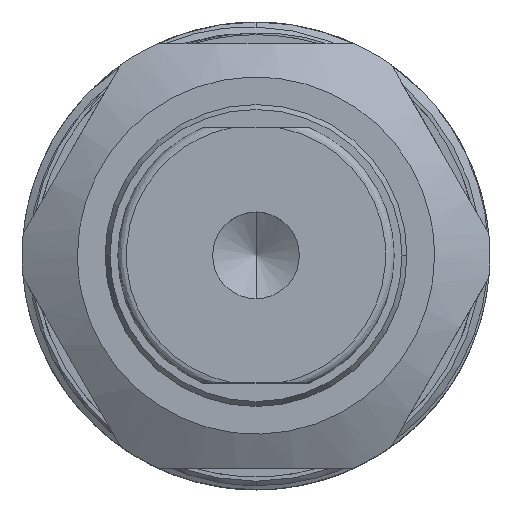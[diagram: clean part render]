
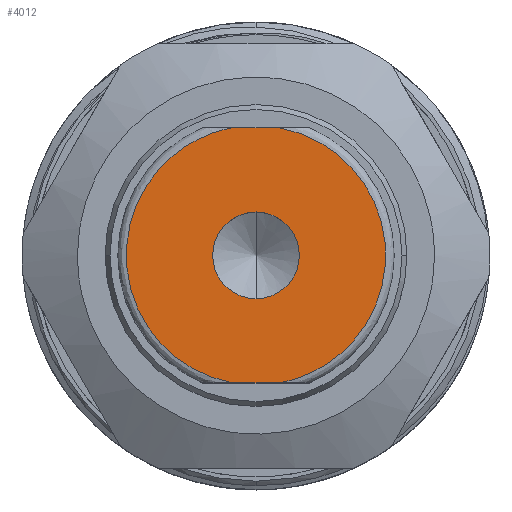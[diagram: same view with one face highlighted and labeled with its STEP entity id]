
A CAD part, top view. The second image highlights one B-rep face of the part: STEP entity #4012.
In plain terms, the highlighted face is planar.
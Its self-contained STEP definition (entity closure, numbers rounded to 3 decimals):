
#78 = CARTESIAN_POINT ( 'NONE',  ( 0., 94.5, 0. ) ) ;
#230 = VERTEX_POINT ( 'NONE', #1682 ) ;
#262 = DIRECTION ( 'NONE',  ( 0., 0., 1. ) ) ;
#351 = CARTESIAN_POINT ( 'NONE',  ( -2.75, 94.5, -15. ) ) ;
#357 = FACE_BOUND ( 'NONE', #1744, .T. ) ;
#358 = CARTESIAN_POINT ( 'NONE',  ( -24.437, 94.5, -11.024 ) ) ;
#449 = CARTESIAN_POINT ( 'NONE',  ( -24.437, 94.5, 11.024 ) ) ;
#470 = CARTESIAN_POINT ( 'NONE',  ( -2.75, 94.5, 15. ) ) ;
#502 =( BOUNDED_CURVE ( )  B_SPLINE_CURVE ( 3, ( #4739, #4744, #4708, #4692 ),
 .UNSPECIFIED., .F., .F. ) 
 B_SPLINE_CURVE_WITH_KNOTS ( ( 4, 4 ),
 ( 0., 1. ),
 .UNSPECIFIED. ) 
 CURVE ( )  GEOMETRIC_REPRESENTATION_ITEM ( )  RATIONAL_B_SPLINE_CURVE ( ( 1., 0.454, 0.454, 1. ) ) 
 REPRESENTATION_ITEM ( '' )  );
#804 = ORIENTED_EDGE ( 'NONE', *, *, #2585, .F. ) ;
#1090 = CARTESIAN_POINT ( 'NONE',  ( -2.75, 94.5, 15. ) ) ;
#1116 = CARTESIAN_POINT ( 'NONE',  ( 0., 94.5, -5.1 ) ) ;
#1401 = DIRECTION ( 'NONE',  ( 0., -1., 0. ) ) ;
#1431 = CIRCLE ( 'NONE', #4328, 5.1 ) ;
#1598 = VERTEX_POINT ( 'NONE', #1708 ) ;
#1682 = CARTESIAN_POINT ( 'NONE',  ( -2.75, 94.5, -15. ) ) ;
#1708 = CARTESIAN_POINT ( 'NONE',  ( 2.75, 94.5, 15. ) ) ;
#1744 = EDGE_LOOP ( 'NONE', ( #1964, #3205 ) ) ;
#1753 = EDGE_CURVE ( 'NONE', #1598, #5125, #2629, .T. ) ;
#1964 = ORIENTED_EDGE ( 'NONE', *, *, #3851, .T. ) ;
#2027 = DIRECTION ( 'NONE',  ( 0., 1., 0. ) ) ;
#2029 = PLANE ( 'NONE',  #4088 ) ;
#2046 = CARTESIAN_POINT ( 'NONE',  ( -23.979, 94.5, 15. ) ) ;
#2062 = CARTESIAN_POINT ( 'NONE',  ( 0., 94.5, 0. ) ) ;
#2066 = DIRECTION ( 'NONE',  ( -1., 0., 0. ) ) ;
#2116 = CARTESIAN_POINT ( 'NONE',  ( 2.75, 94.5, -15. ) ) ;
#2227 = EDGE_CURVE ( 'NONE', #5136, #2978, #3109, .T. ) ;
#2585 = EDGE_CURVE ( 'NONE', #230, #4454, #3793, .T. ) ;
#2629 = LINE ( 'NONE', #2046, #2643 ) ;
#2643 = VECTOR ( 'NONE', #2066, 1000. ) ;
#2648 = DIRECTION ( 'NONE',  ( 0., 0., 1. ) ) ;
#2676 = EDGE_CURVE ( 'NONE', #4454, #1598, #502, .T. ) ;
#2978 = VERTEX_POINT ( 'NONE', #3353 ) ;
#3018 = CARTESIAN_POINT ( 'NONE',  ( 0., 94.5, 0. ) ) ;
#3067 = ORIENTED_EDGE ( 'NONE', *, *, #2676, .F. ) ;
#3109 = CIRCLE ( 'NONE', #3735, 5.1 ) ;
#3205 = ORIENTED_EDGE ( 'NONE', *, *, #2227, .T. ) ;
#3353 = CARTESIAN_POINT ( 'NONE',  ( 0., 94.5, 5.1 ) ) ;
#3447 = DIRECTION ( 'NONE',  ( 0., -1., 0. ) ) ;
#3639 = ORIENTED_EDGE ( 'NONE', *, *, #4736, .F. ) ;
#3735 = AXIS2_PLACEMENT_3D ( 'NONE', #3018, #3447, #3810 ) ;
#3793 = LINE ( 'NONE', #5167, #3918 ) ;
#3810 = DIRECTION ( 'NONE',  ( 0., 0., 1. ) ) ;
#3851 = EDGE_CURVE ( 'NONE', #2978, #5136, #1431, .T. ) ;
#3918 = VECTOR ( 'NONE', #5025, 1000. ) ;
#3921 = FACE_OUTER_BOUND ( 'NONE', #4931, .T. ) ;
#4001 = ORIENTED_EDGE ( 'NONE', *, *, #1753, .F. ) ;
#4012 = ADVANCED_FACE ( 'NONE', ( #3921, #357 ), #2029, .T. ) ;
#4088 = AXIS2_PLACEMENT_3D ( 'NONE', #2062, #2027, #262 ) ;
#4328 = AXIS2_PLACEMENT_3D ( 'NONE', #78, #1401, #2648 ) ;
#4454 = VERTEX_POINT ( 'NONE', #2116 ) ;
#4692 = CARTESIAN_POINT ( 'NONE',  ( 2.75, 94.5, 15. ) ) ;
#4708 = CARTESIAN_POINT ( 'NONE',  ( 24.437, 94.5, 11.024 ) ) ;
#4736 = EDGE_CURVE ( 'NONE', #5125, #230, #5110, .T. ) ;
#4739 = CARTESIAN_POINT ( 'NONE',  ( 2.75, 94.5, -15. ) ) ;
#4744 = CARTESIAN_POINT ( 'NONE',  ( 24.437, 94.5, -11.024 ) ) ;
#4931 = EDGE_LOOP ( 'NONE', ( #804, #3639, #4001, #3067 ) ) ;
#5025 = DIRECTION ( 'NONE',  ( 1., 0., 0. ) ) ;
#5110 =( BOUNDED_CURVE ( )  B_SPLINE_CURVE ( 3, ( #470, #449, #358, #351 ),
 .UNSPECIFIED., .F., .F. ) 
 B_SPLINE_CURVE_WITH_KNOTS ( ( 4, 4 ),
 ( 0., 1. ),
 .UNSPECIFIED. ) 
 CURVE ( )  GEOMETRIC_REPRESENTATION_ITEM ( )  RATIONAL_B_SPLINE_CURVE ( ( 1., 0.454, 0.454, 1. ) ) 
 REPRESENTATION_ITEM ( '' )  );
#5125 = VERTEX_POINT ( 'NONE', #1090 ) ;
#5136 = VERTEX_POINT ( 'NONE', #1116 ) ;
#5167 = CARTESIAN_POINT ( 'NONE',  ( -23.979, 94.5, -15. ) ) ;
